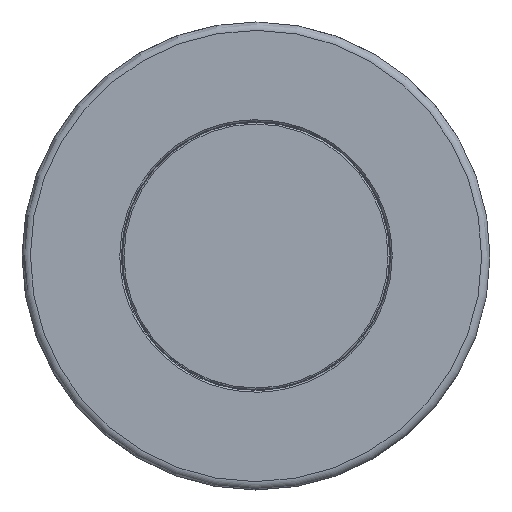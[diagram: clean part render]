
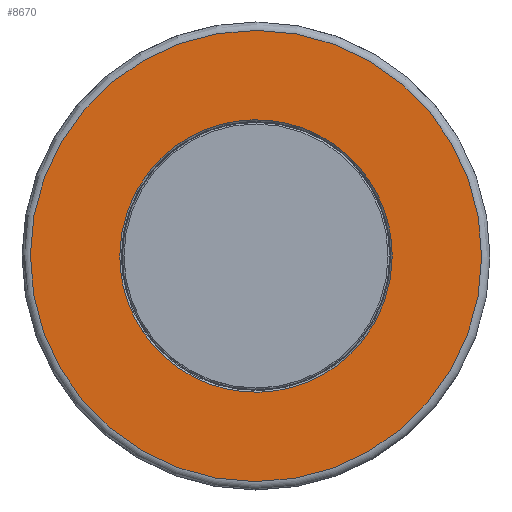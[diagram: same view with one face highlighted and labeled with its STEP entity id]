
A CAD part, front view. The second image highlights one B-rep face of the part: STEP entity #8670.
In plain terms, the highlighted planar face has unit normal (0, -1, 0).
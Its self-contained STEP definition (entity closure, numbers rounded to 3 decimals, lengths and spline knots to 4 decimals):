
#178=CIRCLE('',#9073,0.5315);
#251=FACE_BOUND('',#1221,.T.);
#372=PLANE('',#9072);
#717=FACE_OUTER_BOUND('',#1220,.T.);
#1220=EDGE_LOOP('',(#7154));
#1221=EDGE_LOOP('',(#7155,#7156));
#2814=B_SPLINE_CURVE_WITH_KNOTS('',3,(#45118,#45119,#45120,#45121,#45122,
#45123,#45124,#45125,#45126,#45127,#45128,#45129,#45130,#45131,#45132,#45133,
#45134,#45135,#45136,#45137,#45138,#45139),.UNSPECIFIED.,.F.,.F.,(4,2,2,
2,2,2,2,2,2,2,4),(0.,0.1644,0.329,
0.648,0.9671,1.2855,1.6039,1.923,
2.242,2.4066,2.571),.UNSPECIFIED.);
#2815=B_SPLINE_CURVE_WITH_KNOTS('',3,(#45233,#45234,#45235,#45236,#45237,
#45238,#45239,#45240,#45241,#45242,#45243,#45244,#45245,#45246,#45247,#45248,
#45249,#45250,#45251,#45252,#45253,#45254),.UNSPECIFIED.,.F.,.F.,(4,2,2,
2,2,2,2,2,2,2,4),(0.,0.1644,0.329,
0.648,0.9671,1.2855,1.6039,1.923,
2.242,2.4066,2.571),.UNSPECIFIED.);
#3703=VERTEX_POINT('',#45115);
#3704=VERTEX_POINT('',#45117);
#3705=VERTEX_POINT('',#45256);
#4905=EDGE_CURVE('',#3704,#3703,#2814,.T.);
#4907=EDGE_CURVE('',#3703,#3704,#2815,.T.);
#4908=EDGE_CURVE('',#3705,#3705,#178,.T.);
#7154=ORIENTED_EDGE('',*,*,#4908,.F.);
#7155=ORIENTED_EDGE('',*,*,#4905,.T.);
#7156=ORIENTED_EDGE('',*,*,#4907,.T.);
#8670=ADVANCED_FACE('',(#717,#251),#372,.T.);
#9072=AXIS2_PLACEMENT_3D('',#45255,#9978,#9979);
#9073=AXIS2_PLACEMENT_3D('',#45257,#9980,#9981);
#9978=DIRECTION('center_axis',(0.,-1.,0.));
#9979=DIRECTION('ref_axis',(0.,0.,
1.));
#9980=DIRECTION('center_axis',(0.,1.,0.));
#9981=DIRECTION('ref_axis',(-1.,0.,0.));
#45115=CARTESIAN_POINT('',(-0.3209,-0.8661,0.));
#45117=CARTESIAN_POINT('',(0.3209,-0.8661,0.));
#45118=CARTESIAN_POINT('Ctrl Pts',(0.3209,-0.8661,
0.));
#45119=CARTESIAN_POINT('Ctrl Pts',(0.3209,-0.8661,
-0.0216));
#45120=CARTESIAN_POINT('Ctrl Pts',(0.3187,-0.8661,
-0.0431));
#45121=CARTESIAN_POINT('Ctrl Pts',(0.3101,-0.8661,
-0.0854));
#45122=CARTESIAN_POINT('Ctrl Pts',(0.3036,-0.8661,
-0.106));
#45123=CARTESIAN_POINT('Ctrl Pts',(0.2788,-0.8661,-0.1643));
#45124=CARTESIAN_POINT('Ctrl Pts',(0.255,-0.8661,
-0.1991));
#45125=CARTESIAN_POINT('Ctrl Pts',(0.1955,-0.8661,
-0.2578));
#45126=CARTESIAN_POINT('Ctrl Pts',(0.1603,-0.8661,
-0.2811));
#45127=CARTESIAN_POINT('Ctrl Pts',(0.0829,-0.8661,
-0.3128));
#45128=CARTESIAN_POINT('Ctrl Pts',(0.0416,-0.8661,
-0.3209));
#45129=CARTESIAN_POINT('Ctrl Pts',(-0.0416,-0.8661,
-0.3209));
#45130=CARTESIAN_POINT('Ctrl Pts',(-0.0829,-0.8661,
-0.3128));
#45131=CARTESIAN_POINT('Ctrl Pts',(-0.1603,-0.8661,
-0.2811));
#45132=CARTESIAN_POINT('Ctrl Pts',(-0.1955,-0.8661,
-0.2578));
#45133=CARTESIAN_POINT('Ctrl Pts',(-0.255,-0.8661,
-0.1991));
#45134=CARTESIAN_POINT('Ctrl Pts',(-0.2788,-0.8661,
-0.1643));
#45135=CARTESIAN_POINT('Ctrl Pts',(-0.3036,-0.8661,
-0.106));
#45136=CARTESIAN_POINT('Ctrl Pts',(-0.3101,-0.8661,
-0.0854));
#45137=CARTESIAN_POINT('Ctrl Pts',(-0.3187,-0.8661,
-0.0431));
#45138=CARTESIAN_POINT('Ctrl Pts',(-0.3209,-0.8661,
-0.0216));
#45139=CARTESIAN_POINT('Ctrl Pts',(-0.3209,-0.8661,
0.));
#45233=CARTESIAN_POINT('Ctrl Pts',(-0.3209,-0.8661,
0.));
#45234=CARTESIAN_POINT('Ctrl Pts',(-0.3209,-0.8661,
0.0216));
#45235=CARTESIAN_POINT('Ctrl Pts',(-0.3187,-0.8661,
0.0431));
#45236=CARTESIAN_POINT('Ctrl Pts',(-0.3101,-0.8661,
0.0854));
#45237=CARTESIAN_POINT('Ctrl Pts',(-0.3036,-0.8661,
0.106));
#45238=CARTESIAN_POINT('Ctrl Pts',(-0.2788,-0.8661,
0.1643));
#45239=CARTESIAN_POINT('Ctrl Pts',(-0.255,-0.8661,
0.1991));
#45240=CARTESIAN_POINT('Ctrl Pts',(-0.1955,-0.8661,
0.2578));
#45241=CARTESIAN_POINT('Ctrl Pts',(-0.1603,-0.8661,
0.2811));
#45242=CARTESIAN_POINT('Ctrl Pts',(-0.0829,-0.8661,
0.3128));
#45243=CARTESIAN_POINT('Ctrl Pts',(-0.0416,-0.8661,
0.3209));
#45244=CARTESIAN_POINT('Ctrl Pts',(0.0416,-0.8661,
0.3209));
#45245=CARTESIAN_POINT('Ctrl Pts',(0.0829,-0.8661,
0.3128));
#45246=CARTESIAN_POINT('Ctrl Pts',(0.1603,-0.8661,
0.2811));
#45247=CARTESIAN_POINT('Ctrl Pts',(0.1955,-0.8661,
0.2578));
#45248=CARTESIAN_POINT('Ctrl Pts',(0.255,-0.8661,
0.1991));
#45249=CARTESIAN_POINT('Ctrl Pts',(0.2788,-0.8661,
0.1643));
#45250=CARTESIAN_POINT('Ctrl Pts',(0.3036,-0.8661,
0.106));
#45251=CARTESIAN_POINT('Ctrl Pts',(0.3101,-0.8661,
0.0854));
#45252=CARTESIAN_POINT('Ctrl Pts',(0.3187,-0.8661,
0.0431));
#45253=CARTESIAN_POINT('Ctrl Pts',(0.3209,-0.8661,
0.0216));
#45254=CARTESIAN_POINT('Ctrl Pts',(0.3209,-0.8661,
0.));
#45255=CARTESIAN_POINT('Origin',(0.,-0.8661,
0.5528));
#45256=CARTESIAN_POINT('',(0.5315,-0.8661,-0.0026));
#45257=CARTESIAN_POINT('Origin',(0.,-0.8661,
0.));
